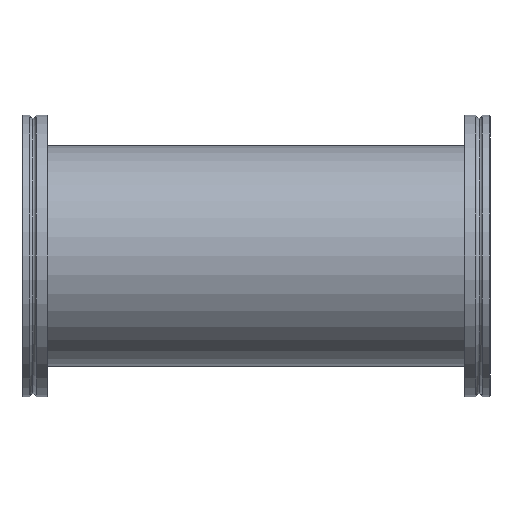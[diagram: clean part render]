
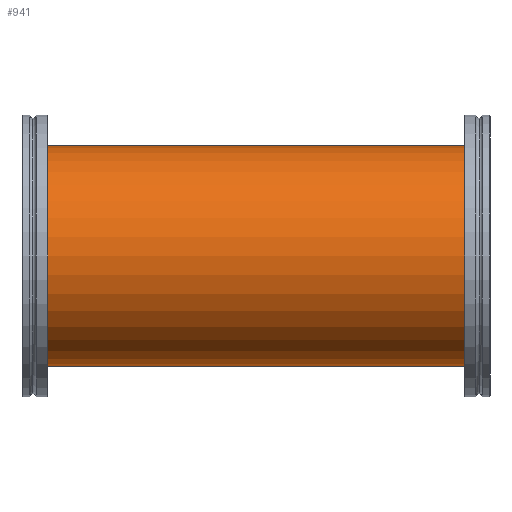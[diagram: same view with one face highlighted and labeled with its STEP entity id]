
A CAD part, front view. The second image highlights one B-rep face of the part: STEP entity #941.
In plain terms, the highlighted cylindrical face has radius 50.8 mm (diameter 101.6 mm), a partial arc.
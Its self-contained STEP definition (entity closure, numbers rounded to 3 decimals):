
#76 = CARTESIAN_POINT ( 'NONE',  ( -101.5, 0., 0. ) ) ;
#161 = AXIS2_PLACEMENT_3D ( 'NONE', #956, #957, #958 ) ;
#167 = AXIS2_PLACEMENT_3D ( 'NONE', #76, #596, #607 ) ;
#181 = EDGE_CURVE ( 'NONE', #361, #293, #470, .T. ) ;
#269 = EDGE_CURVE ( 'NONE', #313, #293, #410, .T. ) ;
#280 = EDGE_CURVE ( 'NONE', #318, #361, #666, .T. ) ;
#282 = EDGE_CURVE ( 'NONE', #318, #313, #681, .T. ) ;
#293 = VERTEX_POINT ( 'NONE', #979 ) ;
#305 = EDGE_LOOP ( 'NONE', ( #839, #837, #836, #835 ) ) ;
#313 = VERTEX_POINT ( 'NONE', #982 ) ;
#318 = VERTEX_POINT ( 'NONE', #986 ) ;
#361 = VERTEX_POINT ( 'NONE', #1009 ) ;
#410 = CIRCLE ( 'NONE', #167, 50.8 ) ;
#467 = VECTOR ( 'NONE', #566, 1000. ) ;
#470 = LINE ( 'NONE', #582, #467 ) ;
#566 = DIRECTION ( 'NONE',  ( -1., 0., 0. ) ) ;
#582 = CARTESIAN_POINT ( 'NONE',  ( 101.5, 0., -50.8 ) ) ;
#596 = DIRECTION ( 'NONE',  ( 1., 0., 0. ) ) ;
#599 = CARTESIAN_POINT ( 'NONE',  ( 101.5, 0., 50.8 ) ) ;
#607 = DIRECTION ( 'NONE',  ( 0., 0., -1. ) ) ;
#666 = CIRCLE ( 'NONE', #161, 50.8 ) ;
#681 = LINE ( 'NONE', #599, #686 ) ;
#686 = VECTOR ( 'NONE', #955, 1000. ) ;
#697 = CYLINDRICAL_SURFACE ( 'NONE', #775, 50.8 ) ;
#713 = FACE_OUTER_BOUND ( 'NONE', #305, .T. ) ;
#775 = AXIS2_PLACEMENT_3D ( 'NONE', #1079, #1080, #1066 ) ;
#835 = ORIENTED_EDGE ( 'NONE', *, *, #269, .T. ) ;
#836 = ORIENTED_EDGE ( 'NONE', *, *, #282, .T. ) ;
#837 = ORIENTED_EDGE ( 'NONE', *, *, #280, .F. ) ;
#839 = ORIENTED_EDGE ( 'NONE', *, *, #181, .F. ) ;
#941 = ADVANCED_FACE ( 'NONE', ( #713 ), #697, .T. ) ;
#955 = DIRECTION ( 'NONE',  ( -1., 0., 0. ) ) ;
#956 = CARTESIAN_POINT ( 'NONE',  ( 101.5, 0., 0. ) ) ;
#957 = DIRECTION ( 'NONE',  ( 1., 0., 0. ) ) ;
#958 = DIRECTION ( 'NONE',  ( 0., 0., -1. ) ) ;
#979 = CARTESIAN_POINT ( 'NONE',  ( -101.5, 0., -50.8 ) ) ;
#982 = CARTESIAN_POINT ( 'NONE',  ( -101.5, 0., 50.8 ) ) ;
#986 = CARTESIAN_POINT ( 'NONE',  ( 101.5, 0., 50.8 ) ) ;
#1009 = CARTESIAN_POINT ( 'NONE',  ( 101.5, 0., -50.8 ) ) ;
#1066 = DIRECTION ( 'NONE',  ( 0., 0., 1. ) ) ;
#1079 = CARTESIAN_POINT ( 'NONE',  ( 101.5, 0., 0. ) ) ;
#1080 = DIRECTION ( 'NONE',  ( -1., 0., 0. ) ) ;
